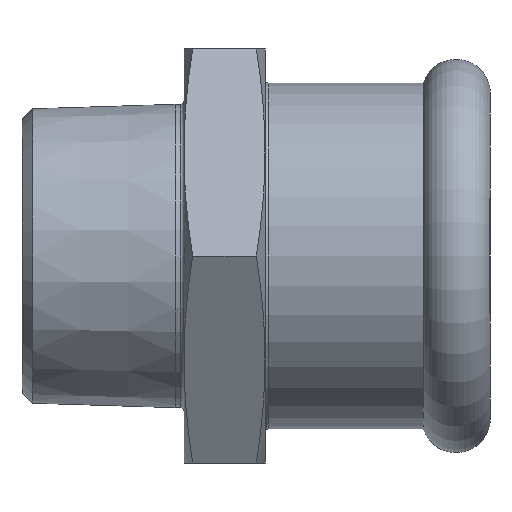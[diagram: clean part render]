
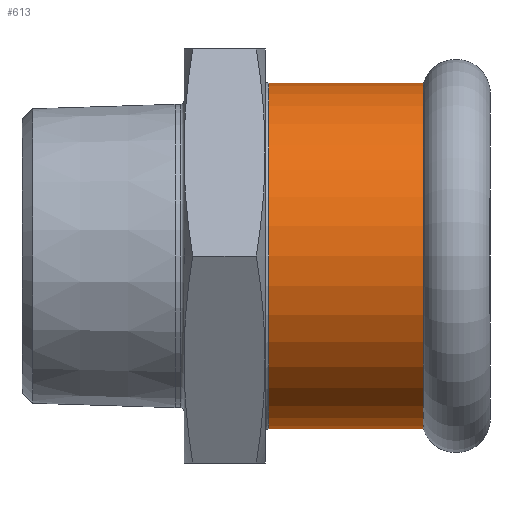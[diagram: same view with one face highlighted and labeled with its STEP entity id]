
A CAD part, left-side view. The second image highlights one B-rep face of the part: STEP entity #613.
In plain terms, the highlighted cylindrical face has radius 19.2 mm (diameter 38.4 mm), a full revolution.
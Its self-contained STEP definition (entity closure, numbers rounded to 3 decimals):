
#77=LINE('',#1079,#93);
#93=VECTOR('',#897,19.2);
#105=CYLINDRICAL_SURFACE('',#723,19.2);
#124=FACE_OUTER_BOUND('',#167,.T.);
#167=EDGE_LOOP('',(#493,#494,#495,#496,#497,#498));
#189=CIRCLE('',#656,19.2);
#190=CIRCLE('',#657,19.2);
#232=CIRCLE('',#714,19.2);
#233=CIRCLE('',#715,19.2);
#244=VERTEX_POINT('',#957);
#245=VERTEX_POINT('',#958);
#282=VERTEX_POINT('',#1060);
#283=VERTEX_POINT('',#1062);
#304=EDGE_CURVE('',#244,#245,#189,.T.);
#305=EDGE_CURVE('',#245,#244,#190,.T.);
#355=EDGE_CURVE('',#282,#283,#232,.T.);
#356=EDGE_CURVE('',#283,#282,#233,.T.);
#363=EDGE_CURVE('',#283,#245,#77,.T.);
#493=ORIENTED_EDGE('',*,*,#355,.F.);
#494=ORIENTED_EDGE('',*,*,#356,.F.);
#495=ORIENTED_EDGE('',*,*,#363,.T.);
#496=ORIENTED_EDGE('',*,*,#305,.T.);
#497=ORIENTED_EDGE('',*,*,#304,.T.);
#498=ORIENTED_EDGE('',*,*,#363,.F.);
#613=ADVANCED_FACE('',(#124),#105,.T.);
#656=AXIS2_PLACEMENT_3D('',#959,#753,#754);
#657=AXIS2_PLACEMENT_3D('',#960,#755,#756);
#714=AXIS2_PLACEMENT_3D('',#1063,#877,#878);
#715=AXIS2_PLACEMENT_3D('',#1064,#879,#880);
#723=AXIS2_PLACEMENT_3D('',#1078,#895,#896);
#753=DIRECTION('center_axis',(0.,1.,0.));
#754=DIRECTION('ref_axis',(0.,0.,1.));
#755=DIRECTION('center_axis',(0.,1.,0.));
#756=DIRECTION('ref_axis',(0.,0.,1.));
#877=DIRECTION('center_axis',(0.,1.,0.));
#878=DIRECTION('ref_axis',(0.,0.,-1.));
#879=DIRECTION('center_axis',(0.,1.,0.));
#880=DIRECTION('ref_axis',(0.,0.,-1.));
#895=DIRECTION('center_axis',(0.,1.,0.));
#896=DIRECTION('ref_axis',(0.,0.,1.));
#897=DIRECTION('',(0.,-1.,0.));
#957=CARTESIAN_POINT('',(0.,7.413,19.2));
#958=CARTESIAN_POINT('',(0.,7.413,-19.2));
#959=CARTESIAN_POINT('Origin',(0.,7.413,0.));
#960=CARTESIAN_POINT('Origin',(0.,7.413,0.));
#1060=CARTESIAN_POINT('',(0.,24.6,19.2));
#1062=CARTESIAN_POINT('',(0.,24.6,-19.2));
#1063=CARTESIAN_POINT('Origin',(0.,24.6,0.));
#1064=CARTESIAN_POINT('Origin',(0.,24.6,0.));
#1078=CARTESIAN_POINT('Origin',(0.,17.206,0.));
#1079=CARTESIAN_POINT('',(0.,17.206,-19.2));
